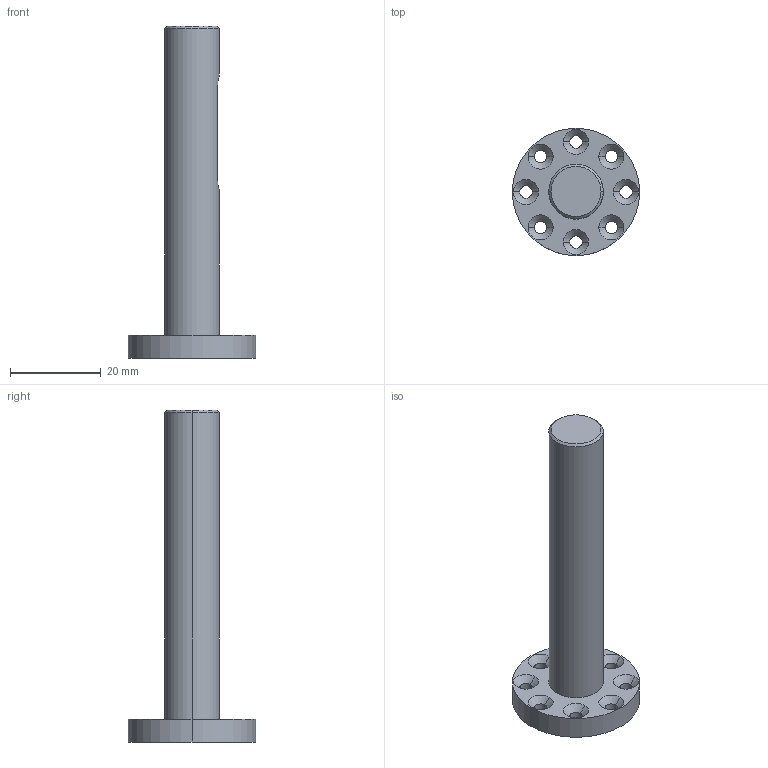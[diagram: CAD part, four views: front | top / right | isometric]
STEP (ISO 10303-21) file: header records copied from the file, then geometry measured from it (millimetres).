
FILE_DESCRIPTION (( 'STEP AP203' ), '1' );
FILE_NAME ('TIT-028-A-Bracket-moteur.STEP', '2022-05-25T11:45:05', ( '' ), ( '' ), 'SwSTEP 2.0', 'SolidWorks 2016', '' );
FILE_SCHEMA (( 'CONFIG_CONTROL_DESIGN' ));
Length unit declared in the file: millimetre
Products named in the file (1): TIT-028-A-Bracket-moteur
Bounding box: 28 x 28 x 73 mm (x, y, z)
Volume: 10058.3 mm3; surface area: 4616.8 mm2
Topology: 1 solids, 1 shells, 50 faces, 119 edges, 73 vertices
Faces by surface type: cylinder 25, cone 18, plane 7
Entity records: 1617 total; most frequent: CARTESIAN_POINT 303, DIRECTION 282, ORIENTED_EDGE 238, EDGE_CURVE 119, AXIS2_PLACEMENT_3D 116, VERTEX_POINT 73, EDGE_LOOP 68, CIRCLE 65
